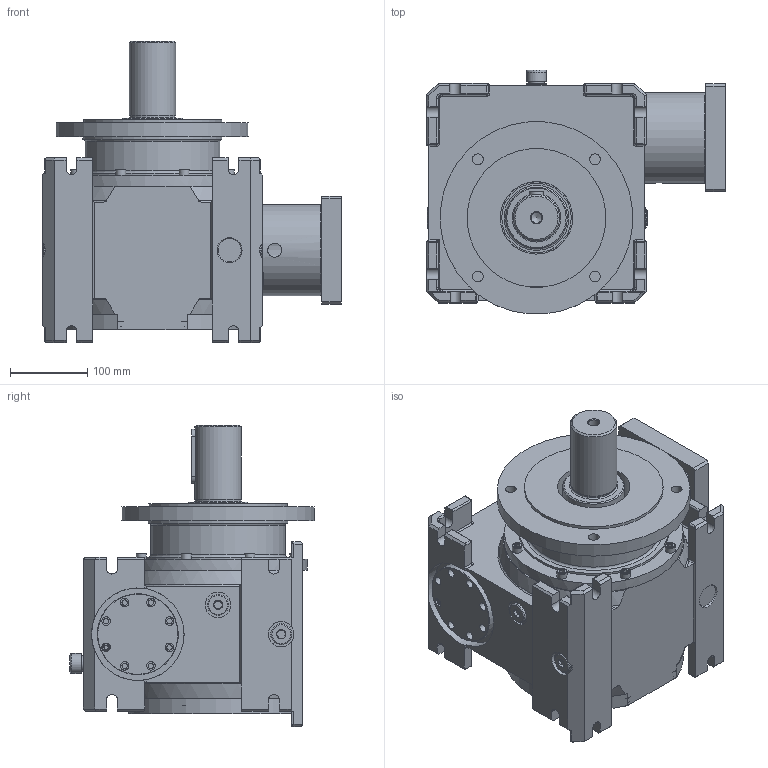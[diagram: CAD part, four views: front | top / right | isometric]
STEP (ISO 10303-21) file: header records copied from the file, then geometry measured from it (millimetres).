
FILE_DESCRIPTION( ( 'Unknown' ), '1' );
FILE_NAME( 'SGG104-11.stp', 'Unknown', ( 'Unknown' ), ( 'Unknown' ), 'PSStep 13.0', 'Unknown', ' ' );
FILE_SCHEMA( ( 'AUTOMOTIVE_DESIGN { 1 0 10303 214 1 1 1 1 }' ) );
Length unit declared in the file: millimetre
Products named in the file (1): Gehaeuse
Bounding box: 387.5 x 316.52 x 391 mm (x, y, z)
Volume: 16905234.2 mm3; surface area: 764296.5 mm2
Topology: 1 solids, 26 shells, 993 faces, 2359 edges, 1526 vertices
Faces by surface type: plane 560, cylinder 302, torus 63, cone 50, sphere 10, bspline 6, revolution 2
Full cylindrical faces by diameter (mm): 6 x9, 7 x16, 8 x16, 8.5 x7, 9 x16, 10 x9, 11 x20, 13 x16, 14 x5, 15 x9, 18 x1, 20 x1, 26 x1, 27 x4, 33 x6, 37 x1, 55 x1, 59.6 x1, 60 x1, 65 x1, 79.2 x1, 80 x1, 90 x1, 94 x1, 105 x1, 110 x1, 118 x1, 120 x2, 130 x1, 175 x1
Entity records: 45685 total; most frequent: CARTESIAN_POINT 16074, DIRECTION 4498, ORIENTED_EDGE 4024, EDGE_CURVE 2012, AXIS2_PLACEMENT_3D 1735, VERTEX_POINT 1435, EDGE_LOOP 1434, FACE_OUTER_BOUND 1187
